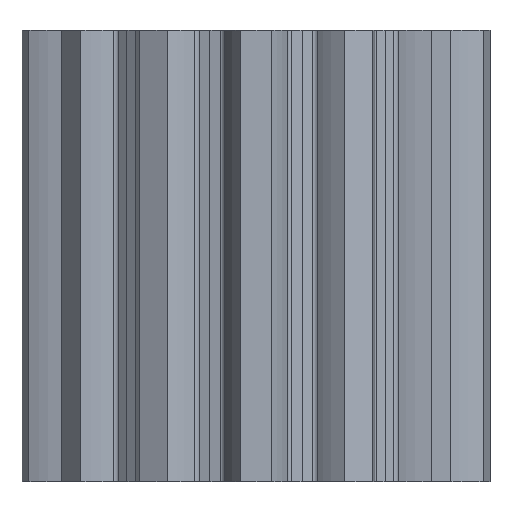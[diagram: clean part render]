
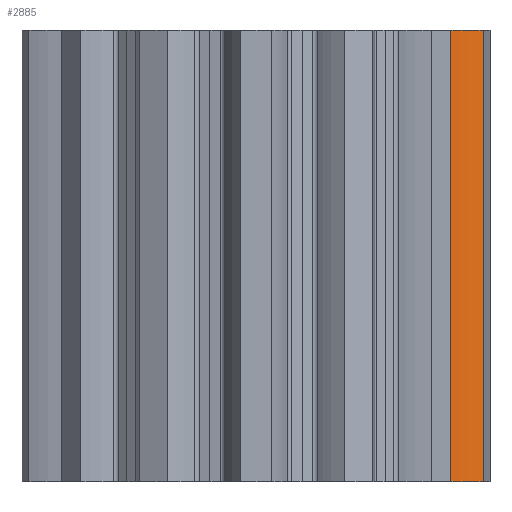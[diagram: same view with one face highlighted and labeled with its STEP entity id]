
A CAD part, front view. The second image highlights one B-rep face of the part: STEP entity #2885.
In plain terms, the highlighted free-form (B-spline) face has degree [6, 1] with [7, 2] control points.
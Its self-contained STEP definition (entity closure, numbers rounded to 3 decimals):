
#381 = EDGE_CURVE('',#382,#384,#386,.T.);
#382 = VERTEX_POINT('',#383);
#383 = CARTESIAN_POINT('',(12.925,-3.853,
    12.837));
#384 = VERTEX_POINT('',#385);
#385 = CARTESIAN_POINT('',(12.925,-3.853,
    -12.837));
#386 = B_SPLINE_CURVE_WITH_KNOTS('',1,(#387,#388),.UNSPECIFIED.,.F.,.F.,
  (2,2),(0.,30.),.PIECEWISE_BEZIER_KNOTS.);
#387 = CARTESIAN_POINT('',(12.925,-3.853,
    12.837));
#388 = CARTESIAN_POINT('',(12.925,-3.853,
    -12.837));
#1056 = VERTEX_POINT('',#1057);
#1057 = CARTESIAN_POINT('',(11.088,-4.38,
    12.837));
#1064 = EDGE_CURVE('',#382,#1056,#1065,.T.);
#1065 = B_SPLINE_CURVE_WITH_KNOTS('',6,(#1066,#1067,#1068,#1069,#1070,
    #1071,#1072),.UNSPECIFIED.,.F.,.F.,(7,7),(0.,1.),
  .PIECEWISE_BEZIER_KNOTS.);
#1066 = CARTESIAN_POINT('',(12.925,-3.853,
    12.837));
#1067 = CARTESIAN_POINT('',(12.576,-4.002,
    12.837));
#1068 = CARTESIAN_POINT('',(12.24,-4.123,
    12.837));
#1069 = CARTESIAN_POINT('',(11.922,-4.219,
    12.837));
#1070 = CARTESIAN_POINT('',(11.623,-4.292,
    12.837));
#1071 = CARTESIAN_POINT('',(11.345,-4.344,
    12.837));
#1072 = CARTESIAN_POINT('',(11.088,-4.38,
    12.837));
#1769 = EDGE_CURVE('',#384,#1770,#1772,.T.);
#1770 = VERTEX_POINT('',#1771);
#1771 = CARTESIAN_POINT('',(11.088,-4.38,
    -12.837));
#1772 = B_SPLINE_CURVE_WITH_KNOTS('',6,(#1773,#1774,#1775,#1776,#1777,
    #1778,#1779),.UNSPECIFIED.,.F.,.F.,(7,7),(0.,1.),
  .PIECEWISE_BEZIER_KNOTS.);
#1773 = CARTESIAN_POINT('',(12.925,-3.853,
    -12.837));
#1774 = CARTESIAN_POINT('',(12.576,-4.002,
    -12.837));
#1775 = CARTESIAN_POINT('',(12.24,-4.123,
    -12.837));
#1776 = CARTESIAN_POINT('',(11.922,-4.219,
    -12.837));
#1777 = CARTESIAN_POINT('',(11.623,-4.292,
    -12.837));
#1778 = CARTESIAN_POINT('',(11.345,-4.344,
    -12.837));
#1779 = CARTESIAN_POINT('',(11.088,-4.38,
    -12.837));
#2885 = ADVANCED_FACE('',(#2886),#2896,.T.);
#2886 = FACE_BOUND('',#2887,.T.);
#2887 = EDGE_LOOP('',(#2888,#2889,#2890,#2895));
#2888 = ORIENTED_EDGE('',*,*,#381,.F.);
#2889 = ORIENTED_EDGE('',*,*,#1064,.T.);
#2890 = ORIENTED_EDGE('',*,*,#2891,.T.);
#2891 = EDGE_CURVE('',#1056,#1770,#2892,.T.);
#2892 = B_SPLINE_CURVE_WITH_KNOTS('',1,(#2893,#2894),.UNSPECIFIED.,.F.,
  .F.,(2,2),(0.,30.),.PIECEWISE_BEZIER_KNOTS.);
#2893 = CARTESIAN_POINT('',(11.088,-4.38,
    12.837));
#2894 = CARTESIAN_POINT('',(11.088,-4.38,
    -12.837));
#2895 = ORIENTED_EDGE('',*,*,#1769,.F.);
#2896 = B_SPLINE_SURFACE_WITH_KNOTS('',6,1,(
    (#2897,#2898)
    ,(#2899,#2900)
    ,(#2901,#2902)
    ,(#2903,#2904)
    ,(#2905,#2906)
    ,(#2907,#2908)
    ,(#2909,#2910
    )),.UNSPECIFIED.,.F.,.F.,.F.,(7,7),(2,2),(0.,1.),(0.,1.),
  .PIECEWISE_BEZIER_KNOTS.);
#2897 = CARTESIAN_POINT('',(12.925,-3.853,
    12.837));
#2898 = CARTESIAN_POINT('',(12.925,-3.853,
    -12.837));
#2899 = CARTESIAN_POINT('',(12.576,-4.002,
    12.837));
#2900 = CARTESIAN_POINT('',(12.576,-4.002,
    -12.837));
#2901 = CARTESIAN_POINT('',(12.24,-4.123,
    12.837));
#2902 = CARTESIAN_POINT('',(12.24,-4.123,
    -12.837));
#2903 = CARTESIAN_POINT('',(11.922,-4.219,
    12.837));
#2904 = CARTESIAN_POINT('',(11.922,-4.219,
    -12.837));
#2905 = CARTESIAN_POINT('',(11.623,-4.292,
    12.837));
#2906 = CARTESIAN_POINT('',(11.623,-4.292,
    -12.837));
#2907 = CARTESIAN_POINT('',(11.345,-4.344,
    12.837));
#2908 = CARTESIAN_POINT('',(11.345,-4.344,
    -12.837));
#2909 = CARTESIAN_POINT('',(11.088,-4.38,
    12.837));
#2910 = CARTESIAN_POINT('',(11.088,-4.38,
    -12.837));
